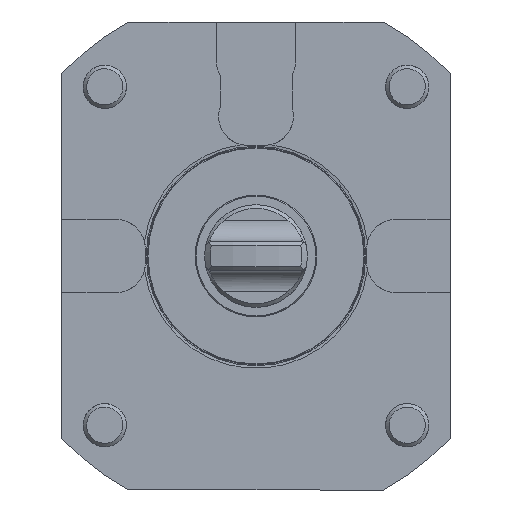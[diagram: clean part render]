
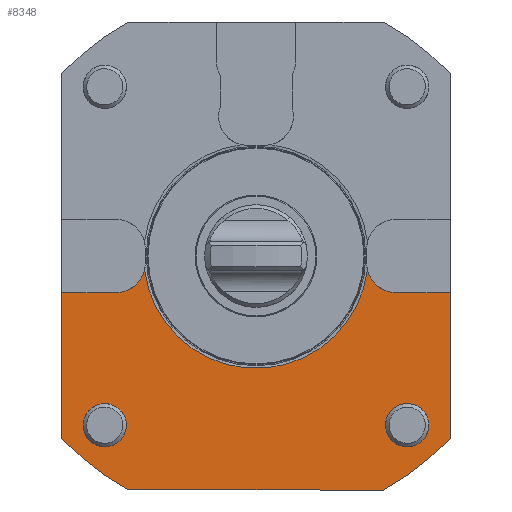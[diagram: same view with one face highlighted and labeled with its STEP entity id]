
A CAD part, front view. The second image highlights one B-rep face of the part: STEP entity #8348.
In plain terms, the highlighted planar face has unit normal (0, -1, 0).
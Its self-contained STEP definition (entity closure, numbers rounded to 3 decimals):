
#321 = DIRECTION ( 'NONE',  ( 0., 1., 0. ) ) ;
#1562 = AXIS2_PLACEMENT_3D ( 'NONE', #11520, #18860, #5833 ) ;
#2060 = VECTOR ( 'NONE', #11434, 1000. ) ;
#2099 = DIRECTION ( 'NONE',  ( 0., -1., 0. ) ) ;
#2132 = DIRECTION ( 'NONE',  ( 0., 0., 1. ) ) ;
#2203 = EDGE_CURVE ( 'NONE', #12206, #4749, #2295, .T. ) ;
#2295 = CIRCLE ( 'NONE', #21150, 8. ) ;
#2572 = DIRECTION ( 'NONE',  ( 0., -1., 0. ) ) ;
#2610 = DIRECTION ( 'NONE',  ( 0., 0., 1. ) ) ;
#2845 = DIRECTION ( 'NONE',  ( 0., 0., 1. ) ) ;
#2875 = CARTESIAN_POINT ( 'NONE',  ( 0., 0., 0. ) ) ;
#3596 = DIRECTION ( 'NONE',  ( 0., 0., -1. ) ) ;
#4047 = CARTESIAN_POINT ( 'NONE',  ( 0., 0., -65. ) ) ;
#4048 = CARTESIAN_POINT ( 'NONE',  ( -54., 0., -50.596 ) ) ;
#4516 = VERTEX_POINT ( 'NONE', #5827 ) ;
#4573 = CARTESIAN_POINT ( 'NONE',  ( 38.75, 0., -10.15 ) ) ;
#4623 = CARTESIAN_POINT ( 'NONE',  ( 30.951, 0., -3.933 ) ) ;
#4699 = VERTEX_POINT ( 'NONE', #21442 ) ;
#4749 = VERTEX_POINT ( 'NONE', #5086 ) ;
#5035 = EDGE_LOOP ( 'NONE', ( #22533 ) ) ;
#5086 = CARTESIAN_POINT ( 'NONE',  ( -38.75, 0., -10.15 ) ) ;
#5716 = CARTESIAN_POINT ( 'NONE',  ( -38.75, 0., -2.15 ) ) ;
#5768 = CIRCLE ( 'NONE', #1562, 8. ) ;
#5827 = CARTESIAN_POINT ( 'NONE',  ( 35.369, 0., -65. ) ) ;
#5833 = DIRECTION ( 'NONE',  ( 0., 0., 1. ) ) ;
#5994 = EDGE_CURVE ( 'NONE', #19273, #7305, #12125, .T. ) ;
#6187 = CARTESIAN_POINT ( 'NONE',  ( 54., 0., 0. ) ) ;
#6208 = PLANE ( 'NONE',  #13241 ) ;
#6409 = CARTESIAN_POINT ( 'NONE',  ( -59.893, 0., -10.15 ) ) ;
#7226 = CARTESIAN_POINT ( 'NONE',  ( -36., 0., -47. ) ) ;
#7305 = VERTEX_POINT ( 'NONE', #13048 ) ;
#7489 = ORIENTED_EDGE ( 'NONE', *, *, #9332, .F. ) ;
#7563 = VERTEX_POINT ( 'NONE', #4623 ) ;
#8097 = DIRECTION ( 'NONE',  ( -1., 0., 0. ) ) ;
#8100 = EDGE_LOOP ( 'NONE', ( #22296 ) ) ;
#8220 = LINE ( 'NONE', #22806, #15223 ) ;
#8348 = ADVANCED_FACE ( 'Defeature completata1_4', ( #22853, #13830, #18999 ), #6208, .T. ) ;
#8400 = DIRECTION ( 'NONE',  ( 0., 0., 1. ) ) ;
#9332 = EDGE_CURVE ( 'NONE', #18585, #9603, #11921, .T. ) ;
#9458 = VERTEX_POINT ( 'NONE', #10872 ) ;
#9603 = VERTEX_POINT ( 'NONE', #10476 ) ;
#9700 = LINE ( 'NONE', #6409, #23482 ) ;
#9975 = DIRECTION ( 'NONE',  ( 0., -1., 0. ) ) ;
#10120 = DIRECTION ( 'NONE',  ( 0., -1., 0. ) ) ;
#10184 = DIRECTION ( 'NONE',  ( 1., 0., 0. ) ) ;
#10233 = AXIS2_PLACEMENT_3D ( 'NONE', #19081, #2572, #17283 ) ;
#10476 = CARTESIAN_POINT ( 'NONE',  ( -54., 0., -10.15 ) ) ;
#10518 = ORIENTED_EDGE ( 'NONE', *, *, #5994, .T. ) ;
#10527 = ORIENTED_EDGE ( 'NONE', *, *, #20519, .T. ) ;
#10872 = CARTESIAN_POINT ( 'NONE',  ( -35.369, 0., -65. ) ) ;
#11434 = DIRECTION ( 'NONE',  ( 1., 0., 0. ) ) ;
#11520 = CARTESIAN_POINT ( 'NONE',  ( 38.75, 0., -2.15 ) ) ;
#11595 = VECTOR ( 'NONE', #2845, 1000. ) ;
#11758 = DIRECTION ( 'NONE',  ( 0., 0., 1. ) ) ;
#11910 = ORIENTED_EDGE ( 'NONE', *, *, #11961, .F. ) ;
#11921 = LINE ( 'NONE', #20821, #13365 ) ;
#11961 = EDGE_CURVE ( 'NONE', #9603, #4749, #9700, .T. ) ;
#12022 = CARTESIAN_POINT ( 'NONE',  ( 0., 0., 0. ) ) ;
#12125 = LINE ( 'NONE', #6187, #11595 ) ;
#12206 = VERTEX_POINT ( 'NONE', #16894 ) ;
#12877 = ORIENTED_EDGE ( 'NONE', *, *, #15728, .F. ) ;
#12971 = EDGE_CURVE ( 'NONE', #9458, #4516, #18889, .T. ) ;
#13036 = CARTESIAN_POINT ( 'NONE',  ( 0., 0., 0. ) ) ;
#13048 = CARTESIAN_POINT ( 'NONE',  ( 54., 0., -10.15 ) ) ;
#13241 = AXIS2_PLACEMENT_3D ( 'NONE', #12022, #9975, #2610 ) ;
#13365 = VECTOR ( 'NONE', #19149, 1000. ) ;
#13628 = EDGE_CURVE ( 'NONE', #4699, #4699, #20220, .T. ) ;
#13830 = FACE_BOUND ( 'NONE', #5035, .T. ) ;
#14078 = VERTEX_POINT ( 'NONE', #4573 ) ;
#14096 = CARTESIAN_POINT ( 'NONE',  ( 54., 0., -50.596 ) ) ;
#14526 = EDGE_CURVE ( 'NONE', #12206, #7563, #17618, .T. ) ;
#14527 = EDGE_LOOP ( 'NONE', ( #10518, #10527, #12877, #18214, #18086, #11910, #7489, #14846, #20429, #19784 ) ) ;
#14536 = CARTESIAN_POINT ( 'NONE',  ( -42., 0., -47. ) ) ;
#14846 = ORIENTED_EDGE ( 'NONE', *, *, #19439, .T. ) ;
#14952 = DIRECTION ( 'NONE',  ( 0., -1., 0. ) ) ;
#15027 = CARTESIAN_POINT ( 'NONE',  ( 0., 0., 0. ) ) ;
#15223 = VECTOR ( 'NONE', #8097, 1000. ) ;
#15728 = EDGE_CURVE ( 'NONE', #7563, #14078, #5768, .T. ) ;
#16334 = DIRECTION ( 'NONE',  ( 0., -1., 0. ) ) ;
#16397 = EDGE_CURVE ( 'NONE', #4516, #19273, #21272, .T. ) ;
#16894 = CARTESIAN_POINT ( 'NONE',  ( -30.951, 0., -3.933 ) ) ;
#17035 = CIRCLE ( 'NONE', #20839, 6. ) ;
#17283 = DIRECTION ( 'NONE',  ( 1., 0., 0. ) ) ;
#17509 = CIRCLE ( 'NONE', #21325, 74. ) ;
#17618 = CIRCLE ( 'NONE', #18002, 31.2 ) ;
#18002 = AXIS2_PLACEMENT_3D ( 'NONE', #2875, #10120, #8400 ) ;
#18086 = ORIENTED_EDGE ( 'NONE', *, *, #2203, .T. ) ;
#18214 = ORIENTED_EDGE ( 'NONE', *, *, #14526, .F. ) ;
#18232 = EDGE_CURVE ( 'NONE', #23642, #23642, #17035, .T. ) ;
#18585 = VERTEX_POINT ( 'NONE', #4048 ) ;
#18860 = DIRECTION ( 'NONE',  ( 0., -1., 0. ) ) ;
#18889 = LINE ( 'NONE', #4047, #2060 ) ;
#18954 = AXIS2_PLACEMENT_3D ( 'NONE', #13036, #14952, #2132 ) ;
#18999 = FACE_OUTER_BOUND ( 'NONE', #14527, .T. ) ;
#19081 = CARTESIAN_POINT ( 'NONE',  ( 42., 0., -47. ) ) ;
#19149 = DIRECTION ( 'NONE',  ( 0., 0., 1. ) ) ;
#19273 = VERTEX_POINT ( 'NONE', #14096 ) ;
#19439 = EDGE_CURVE ( 'NONE', #18585, #9458, #17509, .T. ) ;
#19784 = ORIENTED_EDGE ( 'NONE', *, *, #16397, .T. ) ;
#20220 = CIRCLE ( 'NONE', #10233, 6. ) ;
#20429 = ORIENTED_EDGE ( 'NONE', *, *, #12971, .T. ) ;
#20519 = EDGE_CURVE ( 'NONE', #7305, #14078, #8220, .T. ) ;
#20821 = CARTESIAN_POINT ( 'NONE',  ( -54., 0., 0. ) ) ;
#20839 = AXIS2_PLACEMENT_3D ( 'NONE', #14536, #16334, #23526 ) ;
#21150 = AXIS2_PLACEMENT_3D ( 'NONE', #5716, #321, #3596 ) ;
#21272 = CIRCLE ( 'NONE', #18954, 74. ) ;
#21325 = AXIS2_PLACEMENT_3D ( 'NONE', #15027, #2099, #11758 ) ;
#21442 = CARTESIAN_POINT ( 'NONE',  ( 48., 0., -47. ) ) ;
#22296 = ORIENTED_EDGE ( 'NONE', *, *, #13628, .F. ) ;
#22533 = ORIENTED_EDGE ( 'NONE', *, *, #18232, .F. ) ;
#22806 = CARTESIAN_POINT ( 'NONE',  ( 59.893, 0., -10.15 ) ) ;
#22853 = FACE_BOUND ( 'NONE', #8100, .T. ) ;
#23482 = VECTOR ( 'NONE', #10184, 1000. ) ;
#23526 = DIRECTION ( 'NONE',  ( 1., 0., 0. ) ) ;
#23642 = VERTEX_POINT ( 'NONE', #7226 ) ;
